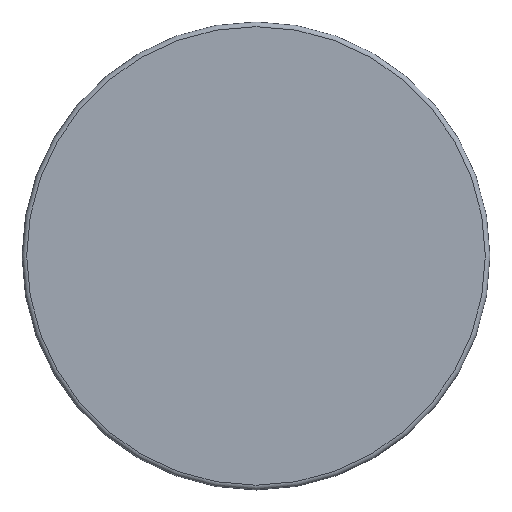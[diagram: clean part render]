
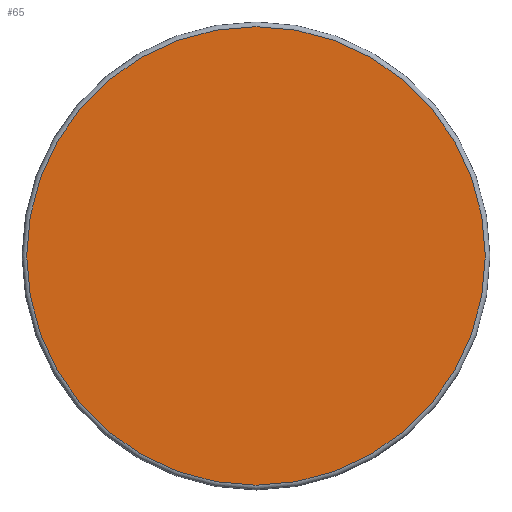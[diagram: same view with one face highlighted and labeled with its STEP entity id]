
A CAD part, top view. The second image highlights one B-rep face of the part: STEP entity #65.
In plain terms, the highlighted planar face has unit normal (0, 0, 1).
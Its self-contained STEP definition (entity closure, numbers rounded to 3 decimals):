
#15=PLANE('',#88);
#22=FACE_OUTER_BOUND('',#27,.T.);
#27=EDGE_LOOP('',(#55));
#30=CIRCLE('',#83,9.8);
#36=VERTEX_POINT('',#120);
#40=EDGE_CURVE('',#36,#36,#30,.T.);
#55=ORIENTED_EDGE('',*,*,#40,.F.);
#65=ADVANCED_FACE('',(#22),#15,.T.);
#83=AXIS2_PLACEMENT_3D('',#121,#97,#98);
#88=AXIS2_PLACEMENT_3D('',#129,#108,#109);
#97=DIRECTION('center_axis',(0.,0.,-1.));
#98=DIRECTION('ref_axis',(1.,0.,0.));
#108=DIRECTION('center_axis',(0.,0.,1.));
#109=DIRECTION('ref_axis',(1.,0.,0.));
#120=CARTESIAN_POINT('',(-9.8,0.445,3.2));
#121=CARTESIAN_POINT('Origin',(0.,0.445,3.2));
#129=CARTESIAN_POINT('Origin',(0.,0.445,3.2));
